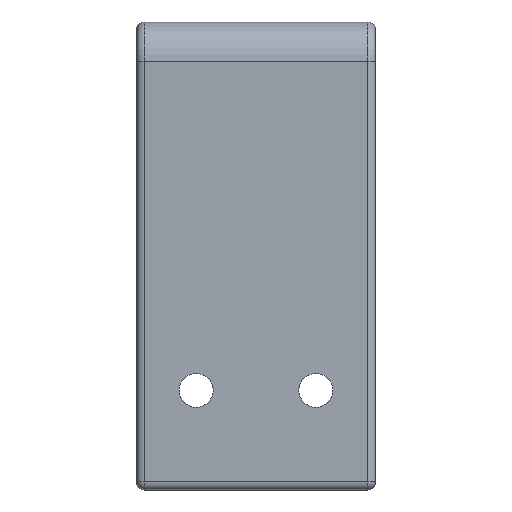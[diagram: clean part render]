
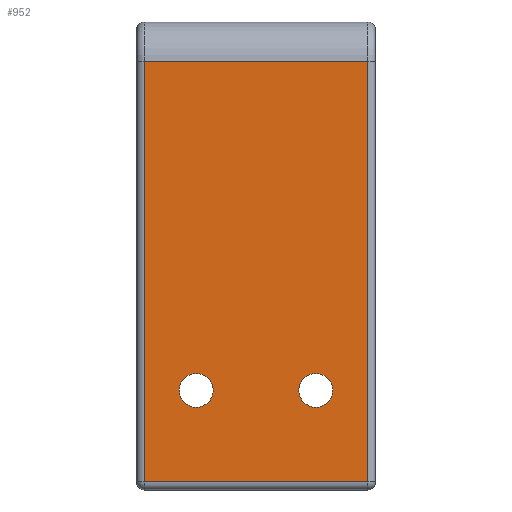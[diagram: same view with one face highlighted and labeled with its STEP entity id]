
A CAD part, top view. The second image highlights one B-rep face of the part: STEP entity #952.
In plain terms, the highlighted planar face has unit normal (0, 0, 1).
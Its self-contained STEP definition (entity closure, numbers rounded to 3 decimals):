
#13 = AXIS2_PLACEMENT_3D ( 'NONE', #759, #1157, #1679 ) ;
#32 = DIRECTION ( 'NONE',  ( 0., 0., -1. ) ) ;
#38 = ORIENTED_EDGE ( 'NONE', *, *, #1237, .T. ) ;
#62 = VERTEX_POINT ( 'NONE', #544 ) ;
#103 = VERTEX_POINT ( 'NONE', #1628 ) ;
#106 = DIRECTION ( 'NONE',  ( 1., 0., 0. ) ) ;
#138 = CIRCLE ( 'NONE', #1113, 1.7 ) ;
#146 = VECTOR ( 'NONE', #849, 1000. ) ;
#160 = ORIENTED_EDGE ( 'NONE', *, *, #692, .T. ) ;
#164 = EDGE_CURVE ( 'NONE', #62, #1201, #1505, .T. ) ;
#169 = CARTESIAN_POINT ( 'NONE',  ( 18., -30., 6. ) ) ;
#267 = CARTESIAN_POINT ( 'NONE',  ( 23.2, 3., 6. ) ) ;
#270 = CARTESIAN_POINT ( 'NONE',  ( 6., -30., 6. ) ) ;
#282 = CIRCLE ( 'NONE', #1389, 1.7 ) ;
#286 = LINE ( 'NONE', #1218, #438 ) ;
#291 = ORIENTED_EDGE ( 'NONE', *, *, #993, .T. ) ;
#313 = CARTESIAN_POINT ( 'NONE',  ( 0., 3., 6. ) ) ;
#342 = EDGE_LOOP ( 'NONE', ( #1009, #160 ) ) ;
#355 = DIRECTION ( 'NONE',  ( 0., 0., -1. ) ) ;
#405 = DIRECTION ( 'NONE',  ( 0., 0., 1. ) ) ;
#416 = CIRCLE ( 'NONE', #638, 1.7 ) ;
#438 = VECTOR ( 'NONE', #874, 1000. ) ;
#464 = VERTEX_POINT ( 'NONE', #514 ) ;
#469 = LINE ( 'NONE', #1007, #1658 ) ;
#513 = EDGE_CURVE ( 'NONE', #103, #464, #282, .T. ) ;
#514 = CARTESIAN_POINT ( 'NONE',  ( 19.7, -30., 6. ) ) ;
#544 = CARTESIAN_POINT ( 'NONE',  ( 23.2, 3., 6. ) ) ;
#559 = DIRECTION ( 'NONE',  ( -1., 0., 0. ) ) ;
#567 = EDGE_LOOP ( 'NONE', ( #898, #38 ) ) ;
#638 = AXIS2_PLACEMENT_3D ( 'NONE', #270, #1595, #799 ) ;
#640 = EDGE_LOOP ( 'NONE', ( #1132, #291, #1378, #1659 ) ) ;
#647 = CARTESIAN_POINT ( 'NONE',  ( 0.8, 3., 6. ) ) ;
#692 = EDGE_CURVE ( 'NONE', #464, #103, #1609, .T. ) ;
#759 = CARTESIAN_POINT ( 'NONE',  ( 18., -30., 6. ) ) ;
#799 = DIRECTION ( 'NONE',  ( -1., 0., 0. ) ) ;
#802 = DIRECTION ( 'NONE',  ( 0., 1., 0. ) ) ;
#834 = EDGE_CURVE ( 'NONE', #1209, #62, #1452, .T. ) ;
#849 = DIRECTION ( 'NONE',  ( -1., 0., 0. ) ) ;
#859 = FACE_BOUND ( 'NONE', #342, .T. ) ;
#874 = DIRECTION ( 'NONE',  ( 0., -1., 0. ) ) ;
#898 = ORIENTED_EDGE ( 'NONE', *, *, #1017, .T. ) ;
#901 = VECTOR ( 'NONE', #802, 1000. ) ;
#922 = VERTEX_POINT ( 'NONE', #950 ) ;
#945 = AXIS2_PLACEMENT_3D ( 'NONE', #1642, #405, #1210 ) ;
#950 = CARTESIAN_POINT ( 'NONE',  ( 7.7, -30., 6. ) ) ;
#952 = ADVANCED_FACE ( 'NONE', ( #1124, #859, #1649 ), #1591, .T. ) ;
#959 = CARTESIAN_POINT ( 'NONE',  ( 6., -30., 6. ) ) ;
#993 = EDGE_CURVE ( 'NONE', #1201, #1236, #286, .T. ) ;
#1007 = CARTESIAN_POINT ( 'NONE',  ( 24., -39.2, 6. ) ) ;
#1009 = ORIENTED_EDGE ( 'NONE', *, *, #513, .T. ) ;
#1017 = EDGE_CURVE ( 'NONE', #1396, #922, #138, .T. ) ;
#1113 = AXIS2_PLACEMENT_3D ( 'NONE', #959, #355, #1657 ) ;
#1124 = FACE_BOUND ( 'NONE', #567, .T. ) ;
#1132 = ORIENTED_EDGE ( 'NONE', *, *, #164, .T. ) ;
#1157 = DIRECTION ( 'NONE',  ( 0., 0., -1. ) ) ;
#1201 = VERTEX_POINT ( 'NONE', #647 ) ;
#1209 = VERTEX_POINT ( 'NONE', #1440 ) ;
#1210 = DIRECTION ( 'NONE',  ( 1., 0., 0. ) ) ;
#1218 = CARTESIAN_POINT ( 'NONE',  ( 0.8, 0., 6. ) ) ;
#1236 = VERTEX_POINT ( 'NONE', #1456 ) ;
#1237 = EDGE_CURVE ( 'NONE', #922, #1396, #416, .T. ) ;
#1257 = CARTESIAN_POINT ( 'NONE',  ( 4.3, -30., 6. ) ) ;
#1378 = ORIENTED_EDGE ( 'NONE', *, *, #1429, .T. ) ;
#1389 = AXIS2_PLACEMENT_3D ( 'NONE', #169, #32, #559 ) ;
#1396 = VERTEX_POINT ( 'NONE', #1257 ) ;
#1429 = EDGE_CURVE ( 'NONE', #1236, #1209, #469, .T. ) ;
#1440 = CARTESIAN_POINT ( 'NONE',  ( 23.2, -39.2, 6. ) ) ;
#1452 = LINE ( 'NONE', #267, #901 ) ;
#1456 = CARTESIAN_POINT ( 'NONE',  ( 0.8, -39.2, 6. ) ) ;
#1505 = LINE ( 'NONE', #313, #146 ) ;
#1591 = PLANE ( 'NONE',  #945 ) ;
#1595 = DIRECTION ( 'NONE',  ( 0., 0., -1. ) ) ;
#1609 = CIRCLE ( 'NONE', #13, 1.7 ) ;
#1628 = CARTESIAN_POINT ( 'NONE',  ( 16.3, -30., 6. ) ) ;
#1642 = CARTESIAN_POINT ( 'NONE',  ( 0., 0., 6. ) ) ;
#1649 = FACE_OUTER_BOUND ( 'NONE', #640, .T. ) ;
#1657 = DIRECTION ( 'NONE',  ( -1., 0., 0. ) ) ;
#1658 = VECTOR ( 'NONE', #106, 1000. ) ;
#1659 = ORIENTED_EDGE ( 'NONE', *, *, #834, .T. ) ;
#1679 = DIRECTION ( 'NONE',  ( -1., 0., 0. ) ) ;
